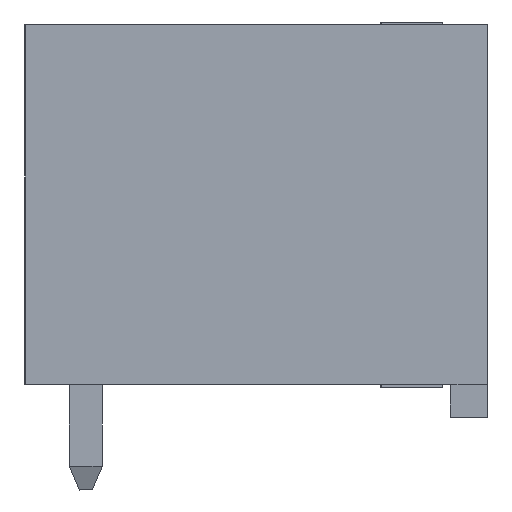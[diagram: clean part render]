
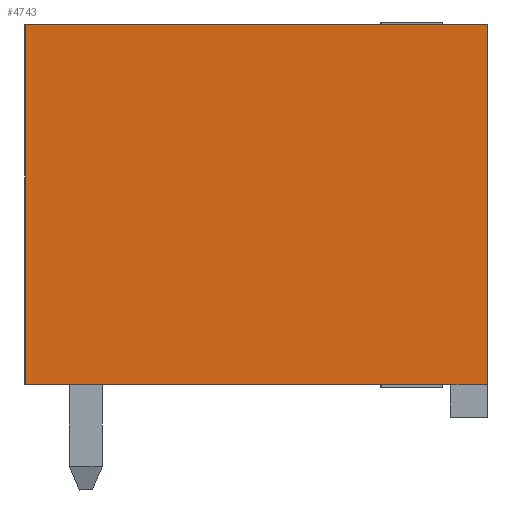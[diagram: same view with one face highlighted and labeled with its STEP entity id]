
A CAD part, left-side view. The second image highlights one B-rep face of the part: STEP entity #4743.
In plain terms, the highlighted planar face has unit normal (-1, 0, 0).
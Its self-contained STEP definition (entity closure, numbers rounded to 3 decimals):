
#4715=AXIS2_PLACEMENT_3D('Plane Axis2P3D',#4712,#4713,#4714) ;
#4113=CARTESIAN_POINT('Vertex',(0.,0.,14.1)) ;
#4116=CARTESIAN_POINT('Line Origine',(0.,0.,8.65)) ;
#4120=CARTESIAN_POINT('Vertex',(0.,0.,3.2)) ;
#4591=CARTESIAN_POINT('Vertex',(0.,14.,14.1)) ;
#4594=CARTESIAN_POINT('Line Origine',(0.,7.,14.1)) ;
#4712=CARTESIAN_POINT('Axis2P3D Location',(0.,0.,14.1)) ;
#4717=CARTESIAN_POINT('Line Origine',(0.,14.,8.65)) ;
#4721=CARTESIAN_POINT('Vertex',(0.,14.,3.2)) ;
#4724=CARTESIAN_POINT('Line Origine',(0.,7.55,3.2)) ;
#4728=CARTESIAN_POINT('Vertex',(0.,1.1,3.2)) ;
#4731=CARTESIAN_POINT('Line Origine',(0.,0.55,3.2)) ;
#4117=DIRECTION('Vector Direction',(0.,0.,-1.)) ;
#4595=DIRECTION('Vector Direction',(0.,1.,0.)) ;
#4713=DIRECTION('Axis2P3D Direction',(-1.,0.,0.)) ;
#4714=DIRECTION('Axis2P3D XDirection',(0.,1.,0.)) ;
#4718=DIRECTION('Vector Direction',(0.,0.,-1.)) ;
#4725=DIRECTION('Vector Direction',(0.,1.,0.)) ;
#4732=DIRECTION('Vector Direction',(0.,1.,0.)) ;
#4118=VECTOR('Line Direction',#4117,1.) ;
#4596=VECTOR('Line Direction',#4595,1.) ;
#4719=VECTOR('Line Direction',#4718,1.) ;
#4726=VECTOR('Line Direction',#4725,1.) ;
#4733=VECTOR('Line Direction',#4732,1.) ;
#4737=ORIENTED_EDGE('',*,*,#4723,.T.) ;
#4738=ORIENTED_EDGE('',*,*,#4730,.F.) ;
#4739=ORIENTED_EDGE('',*,*,#4735,.F.) ;
#4740=ORIENTED_EDGE('',*,*,#4122,.F.) ;
#4741=ORIENTED_EDGE('',*,*,#4598,.T.) ;
#4743=ADVANCED_FACE('Housing',(#4742),#4716,.T.) ;
#4122=EDGE_CURVE('',#4114,#4121,#4119,.T.) ;
#4598=EDGE_CURVE('',#4114,#4592,#4597,.T.) ;
#4723=EDGE_CURVE('',#4592,#4722,#4720,.T.) ;
#4730=EDGE_CURVE('',#4729,#4722,#4727,.T.) ;
#4735=EDGE_CURVE('',#4121,#4729,#4734,.T.) ;
#4736=EDGE_LOOP('',(#4737,#4738,#4739,#4740,#4741)) ;
#4742=FACE_OUTER_BOUND('',#4736,.T.) ;
#4119=LINE('Line',#4116,#4118) ;
#4597=LINE('Line',#4594,#4596) ;
#4720=LINE('Line',#4717,#4719) ;
#4727=LINE('Line',#4724,#4726) ;
#4734=LINE('Line',#4731,#4733) ;
#4716=PLANE('',#4715) ;
#4114=VERTEX_POINT('',#4113) ;
#4121=VERTEX_POINT('',#4120) ;
#4592=VERTEX_POINT('',#4591) ;
#4722=VERTEX_POINT('',#4721) ;
#4729=VERTEX_POINT('',#4728) ;
